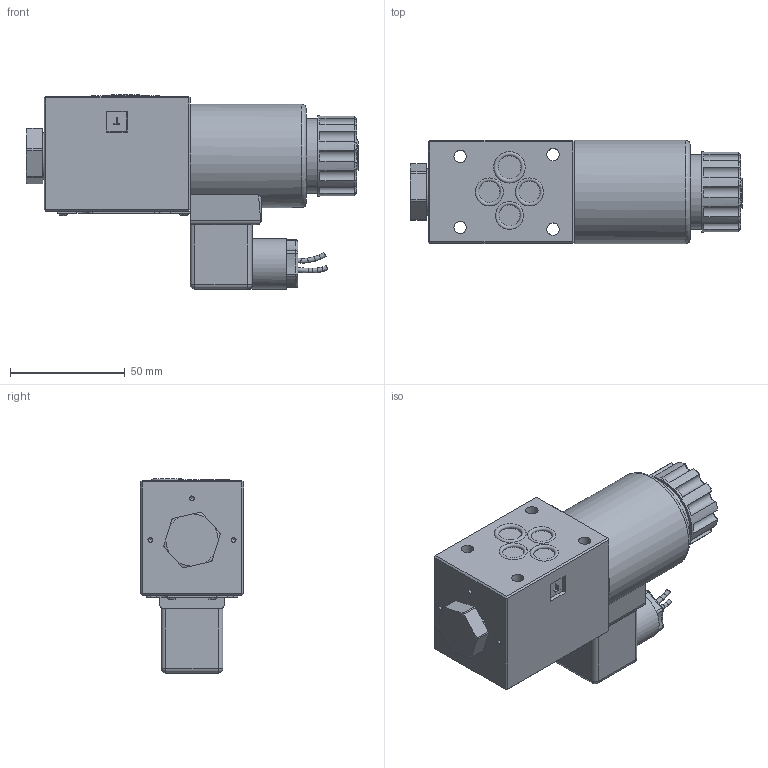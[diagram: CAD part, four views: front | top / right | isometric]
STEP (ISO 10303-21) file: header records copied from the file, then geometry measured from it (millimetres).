
FILE_DESCRIPTION(/* description */ (''),/* implementation_level */ '2;1');
FILE_NAME(/* name */ 'M-3SED6CK电磁球阀.prt.stp',/* time_stamp */ '2022-03-30T19:35:48+08:00',/* author */ (''),/* organization */ (''),/* preprocessor_version */ 'ST-DEVELOPER v16.7',/* originating_system */ 'SIEMENS PLM Software NX 12.0',/* authorisation */ '');
FILE_SCHEMA (('AUTOMOTIVE_DESIGN { 1 0 10303 214 3 1 1 1 }'));
Length unit declared in the file: millimetre
Products named in the file (1): M-3SED6CK电磁球阀
Bounding box: 144.78 x 45 x 84.6 mm (x, y, z)
Volume: 275952.7 mm3; surface area: 66393 mm2
Topology: 13 solids, 19 shells, 629 faces, 1549 edges, 980 vertices
Faces by surface type: plane 252, cylinder 233, torus 57, cone 49, bspline 19, sphere 14, extrusion 5
Full cylindrical faces by diameter (mm): 1.5 x1, 1.8 x4, 2 x8, 2.55 x20, 3 x40, 3.5 x1, 4 x1, 5 x4, 5.4 x4, 6 x1, 6.5 x1, 7 x1, 10 x4, 11 x1, 12.085 x1, 12.2 x3, 13.7 x1, 17.5 x1, 18 x1, 18.3 x1, 20.5 x3, 22 x1, 23 x2, 24 x1, 32.5 x1, 35 x1, 45 x1
Entity records: 36610 total; most frequent: CARTESIAN_POINT 22932, DIRECTION 2548, ORIENTED_EDGE 2412, EDGE_CURVE 1206, AXIS2_PLACEMENT_3D 999, VERTEX_POINT 815, EDGE_LOOP 716, ADVANCED_FACE 569
